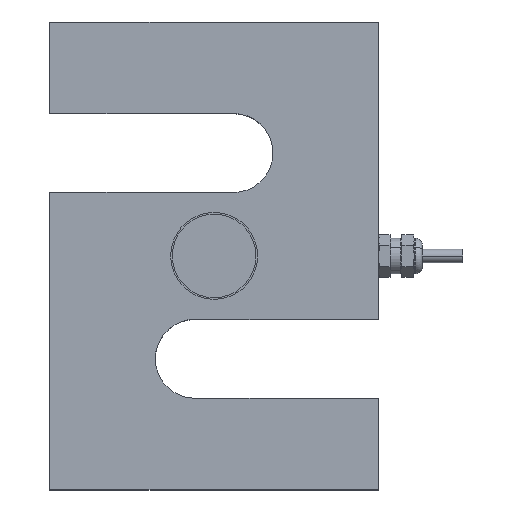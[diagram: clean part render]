
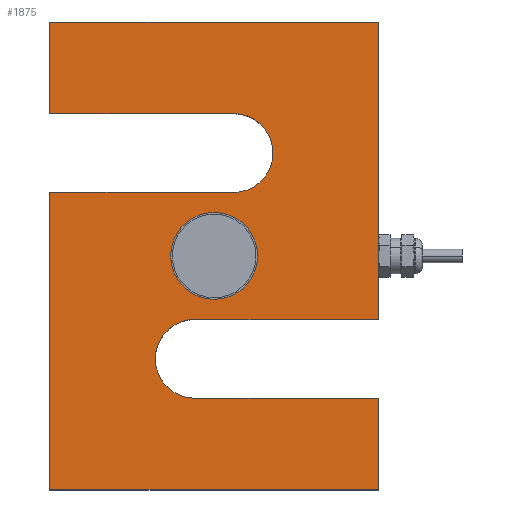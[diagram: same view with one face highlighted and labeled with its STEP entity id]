
A CAD part, top view. The second image highlights one B-rep face of the part: STEP entity #1875.
In plain terms, the highlighted planar face has unit normal (0, 0, 1).
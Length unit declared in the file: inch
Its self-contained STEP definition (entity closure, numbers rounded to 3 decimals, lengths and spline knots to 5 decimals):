
#49 = DIRECTION ( 'NONE',  ( 0., 0., 1. ) ) ;
#70 = FACE_BOUND ( 'NONE', #6034, .T. ) ;
#102 = DIRECTION ( 'NONE',  ( 1., 0., 0. ) ) ;
#304 = CARTESIAN_POINT ( 'NONE',  ( -1.58, 5.04, 0. ) ) ;
#340 = CARTESIAN_POINT ( 'NONE',  ( -2.75, 2.55, 0. ) ) ;
#391 = CARTESIAN_POINT ( 'NONE',  ( 0., 0., 0. ) ) ;
#510 = VERTEX_POINT ( 'NONE', #304 ) ;
#567 = VERTEX_POINT ( 'NONE', #2393 ) ;
#573 = LINE ( 'NONE', #5495, #4223 ) ;
#696 = ORIENTED_EDGE ( 'NONE', *, *, #6737, .F. ) ;
#704 = VECTOR ( 'NONE', #5260, 39.37008 ) ;
#844 = CARTESIAN_POINT ( 'NONE',  ( 0., 2.55, 0. ) ) ;
#1145 = AXIS2_PLACEMENT_3D ( 'NONE', #4033, #15470, #6712 ) ;
#1334 = VERTEX_POINT ( 'NONE', #13797 ) ;
#1375 = VERTEX_POINT ( 'NONE', #5091 ) ;
#1875 = ADVANCED_FACE ( 'NONE', ( #70, #4993 ), #15055, .T. ) ;
#1899 = ORIENTED_EDGE ( 'NONE', *, *, #5859, .F. ) ;
#2059 = CARTESIAN_POINT ( 'NONE',  ( -4.92, 0., 0. ) ) ;
#2393 = CARTESIAN_POINT ( 'NONE',  ( -4.92, 0., 0. ) ) ;
#2421 = CARTESIAN_POINT ( 'NONE',  ( -4.92, 7., 0. ) ) ;
#2468 = CARTESIAN_POINT ( 'NONE',  ( 0., 7., 0. ) ) ;
#2701 = VECTOR ( 'NONE', #4546, 39.37008 ) ;
#2712 = CARTESIAN_POINT ( 'NONE',  ( 0., 0., 0. ) ) ;
#2832 = VERTEX_POINT ( 'NONE', #7961 ) ;
#3079 = ORIENTED_EDGE ( 'NONE', *, *, #10090, .F. ) ;
#3267 = CARTESIAN_POINT ( 'NONE',  ( -2.75, 1.37, 0. ) ) ;
#3382 = EDGE_CURVE ( 'NONE', #510, #2832, #10568, .T. ) ;
#3648 = CARTESIAN_POINT ( 'NONE',  ( 0., 0., 0. ) ) ;
#3749 = LINE ( 'NONE', #340, #704 ) ;
#3759 = VERTEX_POINT ( 'NONE', #5334 ) ;
#3836 = ORIENTED_EDGE ( 'NONE', *, *, #3382, .F. ) ;
#3974 = DIRECTION ( 'NONE',  ( 0., 0., 1. ) ) ;
#4033 = CARTESIAN_POINT ( 'NONE',  ( -4.92, 0., 0. ) ) ;
#4223 = VECTOR ( 'NONE', #8014, 39.37008 ) ;
#4314 = LINE ( 'NONE', #3267, #2701 ) ;
#4379 = EDGE_CURVE ( 'NONE', #14776, #3759, #12491, .T. ) ;
#4398 = LINE ( 'NONE', #2059, #6884 ) ;
#4546 = DIRECTION ( 'NONE',  ( 1., 0., 0. ) ) ;
#4552 = CARTESIAN_POINT ( 'NONE',  ( -4.92, 0., 0. ) ) ;
#4993 = FACE_OUTER_BOUND ( 'NONE', #6686, .T. ) ;
#5062 = EDGE_CURVE ( 'NONE', #1375, #567, #12091, .T. ) ;
#5083 = CIRCLE ( 'NONE', #9239, 0.59 ) ;
#5091 = CARTESIAN_POINT ( 'NONE',  ( -4.92, 4.45, 0. ) ) ;
#5159 = DIRECTION ( 'NONE',  ( 0., -1., 0. ) ) ;
#5217 = CARTESIAN_POINT ( 'NONE',  ( -2.17, 5.04, 0. ) ) ;
#5260 = DIRECTION ( 'NONE',  ( -1., 0., 0. ) ) ;
#5334 = CARTESIAN_POINT ( 'NONE',  ( -1.81, 3.5, 0. ) ) ;
#5457 = DIRECTION ( 'NONE',  ( 1., 0., 0. ) ) ;
#5495 = CARTESIAN_POINT ( 'NONE',  ( -2.17, 4.45, 0. ) ) ;
#5497 = AXIS2_PLACEMENT_3D ( 'NONE', #10118, #3974, #8912 ) ;
#5622 = DIRECTION ( 'NONE',  ( 0., -1., 0. ) ) ;
#5685 = EDGE_CURVE ( 'NONE', #567, #8115, #4398, .T. ) ;
#5859 = EDGE_CURVE ( 'NONE', #15779, #1334, #3749, .T. ) ;
#5871 = VECTOR ( 'NONE', #10265, 39.37008 ) ;
#5911 = VERTEX_POINT ( 'NONE', #6323 ) ;
#6034 = EDGE_LOOP ( 'NONE', ( #7516, #12493 ) ) ;
#6182 = CARTESIAN_POINT ( 'NONE',  ( -4.92, 7., 0. ) ) ;
#6203 = VECTOR ( 'NONE', #7051, 39.37008 ) ;
#6323 = CARTESIAN_POINT ( 'NONE',  ( -4.92, 5.63, 0. ) ) ;
#6604 = VERTEX_POINT ( 'NONE', #2421 ) ;
#6686 = EDGE_LOOP ( 'NONE', ( #12410, #10461, #12640, #14892, #14370, #3079, #1899, #15240, #15236, #15463, #15041, #3836, #696 ) ) ;
#6712 = DIRECTION ( 'NONE',  ( 1., 0., 0. ) ) ;
#6737 = EDGE_CURVE ( 'NONE', #7345, #510, #5083, .T. ) ;
#6757 = EDGE_CURVE ( 'NONE', #15696, #8115, #15388, .T. ) ;
#6871 = CARTESIAN_POINT ( 'NONE',  ( -2.46, 3.5, 0. ) ) ;
#6884 = VECTOR ( 'NONE', #5457, 39.37008 ) ;
#6924 = EDGE_CURVE ( 'NONE', #2832, #5911, #14627, .T. ) ;
#7051 = DIRECTION ( 'NONE',  ( 0., -1., 0. ) ) ;
#7201 = CARTESIAN_POINT ( 'NONE',  ( -2.17, 4.45, 0. ) ) ;
#7251 = CARTESIAN_POINT ( 'NONE',  ( -3.11, 3.5, 0. ) ) ;
#7345 = VERTEX_POINT ( 'NONE', #7201 ) ;
#7412 = VERTEX_POINT ( 'NONE', #11090 ) ;
#7419 = DIRECTION ( 'NONE',  ( 1., 0., 0. ) ) ;
#7516 = ORIENTED_EDGE ( 'NONE', *, *, #14171, .F. ) ;
#7527 = EDGE_CURVE ( 'NONE', #1375, #7345, #573, .T. ) ;
#7685 = LINE ( 'NONE', #3648, #12043 ) ;
#7961 = CARTESIAN_POINT ( 'NONE',  ( -2.17, 5.63, 0. ) ) ;
#8014 = DIRECTION ( 'NONE',  ( 1., 0., 0. ) ) ;
#8115 = VERTEX_POINT ( 'NONE', #2712 ) ;
#8232 = EDGE_CURVE ( 'NONE', #7412, #15696, #4314, .T. ) ;
#8420 = CIRCLE ( 'NONE', #13349, 0.59 ) ;
#8489 = AXIS2_PLACEMENT_3D ( 'NONE', #6871, #11833, #10613 ) ;
#8770 = LINE ( 'NONE', #6182, #13132 ) ;
#8912 = DIRECTION ( 'NONE',  ( 1., 0., 0. ) ) ;
#9239 = AXIS2_PLACEMENT_3D ( 'NONE', #10350, #15050, #11490 ) ;
#9535 = EDGE_CURVE ( 'NONE', #15542, #15779, #7685, .T. ) ;
#9570 = CARTESIAN_POINT ( 'NONE',  ( -4.92, 0., 0. ) ) ;
#9588 = DIRECTION ( 'NONE',  ( 1., 0., 0. ) ) ;
#10090 = EDGE_CURVE ( 'NONE', #1334, #7412, #8420, .T. ) ;
#10118 = CARTESIAN_POINT ( 'NONE',  ( -2.46, 3.5, 0. ) ) ;
#10265 = DIRECTION ( 'NONE',  ( 0., -1., 0. ) ) ;
#10350 = CARTESIAN_POINT ( 'NONE',  ( -2.17, 5.04, 0. ) ) ;
#10461 = ORIENTED_EDGE ( 'NONE', *, *, #5062, .T. ) ;
#10568 = CIRCLE ( 'NONE', #14740, 0.59 ) ;
#10613 = DIRECTION ( 'NONE',  ( 1., 0., 0. ) ) ;
#11090 = CARTESIAN_POINT ( 'NONE',  ( -2.75, 1.37, 0. ) ) ;
#11152 = CARTESIAN_POINT ( 'NONE',  ( -2.17, 5.63, 0. ) ) ;
#11490 = DIRECTION ( 'NONE',  ( 1., 0., 0. ) ) ;
#11775 = LINE ( 'NONE', #4552, #16062 ) ;
#11833 = DIRECTION ( 'NONE',  ( 0., 0., 1. ) ) ;
#11974 = EDGE_CURVE ( 'NONE', #6604, #15542, #8770, .T. ) ;
#12043 = VECTOR ( 'NONE', #5159, 39.37008 ) ;
#12091 = LINE ( 'NONE', #9570, #6203 ) ;
#12410 = ORIENTED_EDGE ( 'NONE', *, *, #7527, .F. ) ;
#12491 = CIRCLE ( 'NONE', #5497, 0.65 ) ;
#12493 = ORIENTED_EDGE ( 'NONE', *, *, #4379, .F. ) ;
#12640 = ORIENTED_EDGE ( 'NONE', *, *, #5685, .T. ) ;
#13013 = CARTESIAN_POINT ( 'NONE',  ( -2.75, 1.96, 0. ) ) ;
#13132 = VECTOR ( 'NONE', #102, 39.37008 ) ;
#13349 = AXIS2_PLACEMENT_3D ( 'NONE', #13013, #15697, #9588 ) ;
#13671 = CIRCLE ( 'NONE', #8489, 0.65 ) ;
#13797 = CARTESIAN_POINT ( 'NONE',  ( -2.75, 2.55, 0. ) ) ;
#14171 = EDGE_CURVE ( 'NONE', #3759, #14776, #13671, .T. ) ;
#14370 = ORIENTED_EDGE ( 'NONE', *, *, #8232, .F. ) ;
#14446 = CARTESIAN_POINT ( 'NONE',  ( 0., 1.37, 0. ) ) ;
#14627 = LINE ( 'NONE', #11152, #14639 ) ;
#14639 = VECTOR ( 'NONE', #14789, 39.37008 ) ;
#14740 = AXIS2_PLACEMENT_3D ( 'NONE', #5217, #49, #7419 ) ;
#14776 = VERTEX_POINT ( 'NONE', #7251 ) ;
#14789 = DIRECTION ( 'NONE',  ( -1., 0., 0. ) ) ;
#14892 = ORIENTED_EDGE ( 'NONE', *, *, #6757, .F. ) ;
#15041 = ORIENTED_EDGE ( 'NONE', *, *, #6924, .F. ) ;
#15050 = DIRECTION ( 'NONE',  ( 0., 0., 1. ) ) ;
#15055 = PLANE ( 'NONE',  #1145 ) ;
#15236 = ORIENTED_EDGE ( 'NONE', *, *, #11974, .F. ) ;
#15240 = ORIENTED_EDGE ( 'NONE', *, *, #9535, .F. ) ;
#15388 = LINE ( 'NONE', #391, #5871 ) ;
#15463 = ORIENTED_EDGE ( 'NONE', *, *, #15800, .T. ) ;
#15470 = DIRECTION ( 'NONE',  ( 0., 0., 1. ) ) ;
#15542 = VERTEX_POINT ( 'NONE', #2468 ) ;
#15696 = VERTEX_POINT ( 'NONE', #14446 ) ;
#15697 = DIRECTION ( 'NONE',  ( 0., 0., 1. ) ) ;
#15779 = VERTEX_POINT ( 'NONE', #844 ) ;
#15800 = EDGE_CURVE ( 'NONE', #6604, #5911, #11775, .T. ) ;
#16062 = VECTOR ( 'NONE', #5622, 39.37008 ) ;
